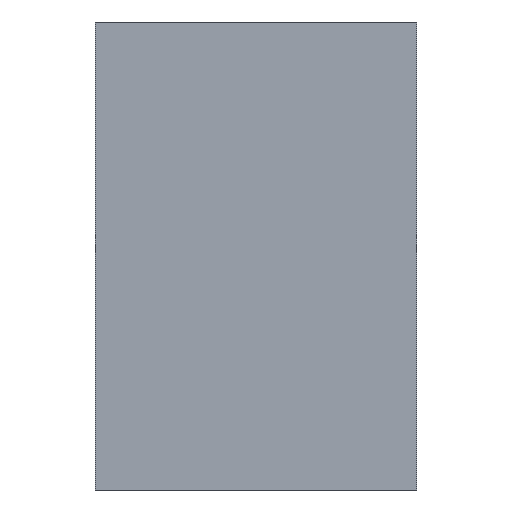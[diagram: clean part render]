
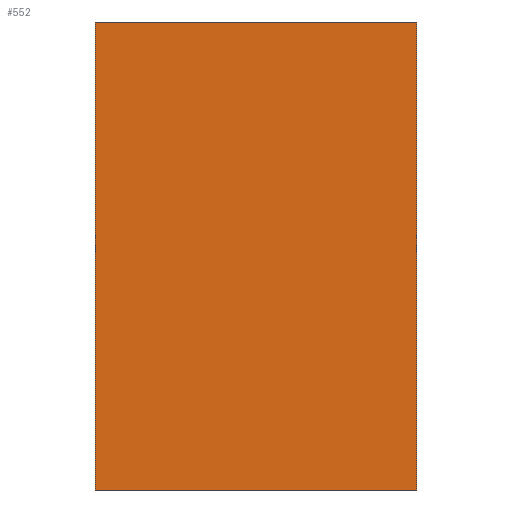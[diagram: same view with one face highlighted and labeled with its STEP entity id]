
A CAD part, left-side view. The second image highlights one B-rep face of the part: STEP entity #552.
In plain terms, the highlighted planar face has unit normal (-1, 0, 0).
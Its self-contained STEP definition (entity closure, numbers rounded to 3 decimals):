
#38 = ORIENTED_EDGE ( 'NONE', *, *, #827, .F. ) ;
#91 = DIRECTION ( 'NONE',  ( 0., 0., -1. ) ) ;
#105 = CARTESIAN_POINT ( 'NONE',  ( -0.8, 0.55, 0.4 ) ) ;
#120 = VECTOR ( 'NONE', #362, 1000. ) ;
#143 = VECTOR ( 'NONE', #612, 1000. ) ;
#153 = EDGE_LOOP ( 'NONE', ( #760, #38, #355, #167 ) ) ;
#158 = PLANE ( 'NONE',  #617 ) ;
#167 = ORIENTED_EDGE ( 'NONE', *, *, #724, .T. ) ;
#220 = CARTESIAN_POINT ( 'NONE',  ( -0.8, 0., -0.4 ) ) ;
#270 = VERTEX_POINT ( 'NONE', #705 ) ;
#273 = EDGE_CURVE ( 'NONE', #1088, #976, #297, .T. ) ;
#297 = LINE ( 'NONE', #429, #692 ) ;
#346 = CARTESIAN_POINT ( 'NONE',  ( -0.8, 0., 0.4 ) ) ;
#355 = ORIENTED_EDGE ( 'NONE', *, *, #420, .F. ) ;
#361 = LINE ( 'NONE', #105, #120 ) ;
#362 = DIRECTION ( 'NONE',  ( 0., 0., -1. ) ) ;
#420 = EDGE_CURVE ( 'NONE', #270, #767, #463, .T. ) ;
#429 = CARTESIAN_POINT ( 'NONE',  ( -0.8, 0., -0.4 ) ) ;
#463 = LINE ( 'NONE', #346, #143 ) ;
#552 = ADVANCED_FACE ( 'NONE', ( #1015 ), #158, .F. ) ;
#553 = LINE ( 'NONE', #758, #731 ) ;
#612 = DIRECTION ( 'NONE',  ( 0., -1., 0. ) ) ;
#617 = AXIS2_PLACEMENT_3D ( 'NONE', #710, #966, #91 ) ;
#662 = DIRECTION ( 'NONE',  ( 0., 0., -1. ) ) ;
#692 = VECTOR ( 'NONE', #789, 1000. ) ;
#705 = CARTESIAN_POINT ( 'NONE',  ( -0.8, 0.55, 0.4 ) ) ;
#710 = CARTESIAN_POINT ( 'NONE',  ( -0.8, 0., 0.4 ) ) ;
#724 = EDGE_CURVE ( 'NONE', #270, #1088, #361, .T. ) ;
#731 = VECTOR ( 'NONE', #662, 1000. ) ;
#758 = CARTESIAN_POINT ( 'NONE',  ( -0.8, 0., 0.4 ) ) ;
#760 = ORIENTED_EDGE ( 'NONE', *, *, #273, .T. ) ;
#767 = VERTEX_POINT ( 'NONE', #898 ) ;
#781 = CARTESIAN_POINT ( 'NONE',  ( -0.8, 0.55, -0.4 ) ) ;
#789 = DIRECTION ( 'NONE',  ( 0., -1., 0. ) ) ;
#827 = EDGE_CURVE ( 'NONE', #767, #976, #553, .T. ) ;
#898 = CARTESIAN_POINT ( 'NONE',  ( -0.8, 0., 0.4 ) ) ;
#966 = DIRECTION ( 'NONE',  ( 1., 0., 0. ) ) ;
#976 = VERTEX_POINT ( 'NONE', #220 ) ;
#1015 = FACE_OUTER_BOUND ( 'NONE', #153, .T. ) ;
#1088 = VERTEX_POINT ( 'NONE', #781 ) ;
